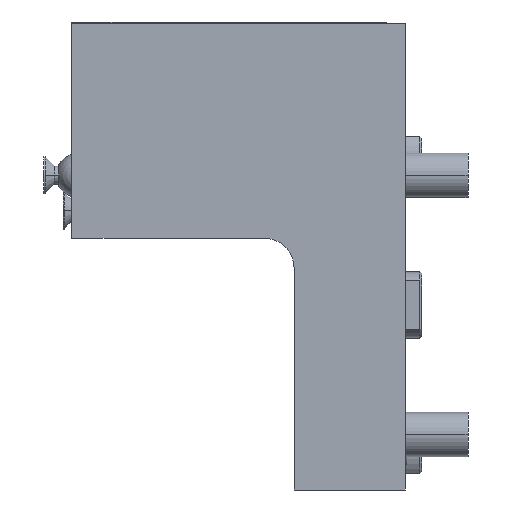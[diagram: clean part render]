
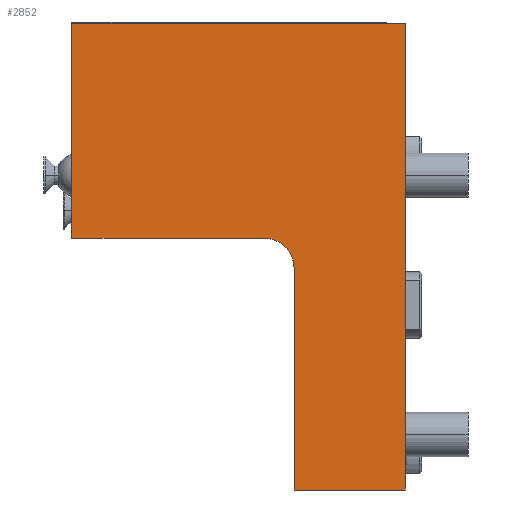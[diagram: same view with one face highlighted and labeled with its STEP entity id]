
A CAD part, front view. The second image highlights one B-rep face of the part: STEP entity #2852.
In plain terms, the highlighted planar face has unit normal (0, -1, 0).
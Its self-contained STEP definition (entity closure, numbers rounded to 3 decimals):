
#17=DIRECTION('',(0.,0.,1.));
#18=VECTOR('',#17,126.);
#19=CARTESIAN_POINT('',(0.,-47.5,-50.));
#20=LINE('',#19,#18);
#389=DIRECTION('',(0.,0.,1.));
#390=VECTOR('',#389,58.);
#391=CARTESIAN_POINT('',(-90.,-47.5,18.));
#392=LINE('',#391,#390);
#579=DIRECTION('',(-1.,0.,0.));
#580=VECTOR('',#579,90.);
#581=CARTESIAN_POINT('',(0.,-47.5,76.));
#582=LINE('',#581,#580);
#599=DIRECTION('',(0.,0.,1.));
#600=VECTOR('',#599,60.);
#601=CARTESIAN_POINT('',(-30.,-47.5,-50.));
#602=LINE('',#601,#600);
#603=DIRECTION('',(1.,0.,0.));
#604=VECTOR('',#603,52.);
#605=CARTESIAN_POINT('',(-90.,-47.5,18.));
#606=LINE('',#605,#604);
#607=DIRECTION('',(-1.,0.,0.));
#608=VECTOR('',#607,30.);
#609=CARTESIAN_POINT('',(0.,-47.5,-50.));
#610=LINE('',#609,#608);
#714=CARTESIAN_POINT('',(-38.,-47.5,10.));
#715=DIRECTION('',(0.,1.,0.));
#716=DIRECTION('',(0.,0.,1.));
#717=AXIS2_PLACEMENT_3D('',#714,#715,#716);
#1767=CARTESIAN_POINT('',(0.,-47.5,-50.));
#1768=VERTEX_POINT('',#1767);
#1769=CARTESIAN_POINT('',(0.,-47.5,76.));
#1770=VERTEX_POINT('',#1769);
#1773=CARTESIAN_POINT('',(-90.,-47.5,76.));
#1774=VERTEX_POINT('',#1773);
#1790=CARTESIAN_POINT('',(-90.,-47.5,18.));
#1792=VERTEX_POINT('',#1790);
#1794=CARTESIAN_POINT('',(-30.,-47.5,-50.));
#1796=VERTEX_POINT('',#1794);
#1798=CARTESIAN_POINT('',(-30.,-47.5,10.));
#1800=VERTEX_POINT('',#1798);
#1802=CARTESIAN_POINT('',(-38.,-47.5,18.));
#1804=VERTEX_POINT('',#1802);
#2834=CARTESIAN_POINT('',(0.,-47.5,-50.));
#2835=DIRECTION('',(0.,-1.,0.));
#2836=DIRECTION('',(0.,0.,1.));
#2837=AXIS2_PLACEMENT_3D('',#2834,#2835,#2836);
#2838=PLANE('',#2837);
#2840=ORIENTED_EDGE('',*,*,#2839,.T.);
#2842=ORIENTED_EDGE('',*,*,#2841,.F.);
#2844=ORIENTED_EDGE('',*,*,#2843,.F.);
#2845=ORIENTED_EDGE('',*,*,#2560,.T.);
#2846=ORIENTED_EDGE('',*,*,#2789,.F.);
#2847=ORIENTED_EDGE('',*,*,#2251,.F.);
#2849=ORIENTED_EDGE('',*,*,#2848,.T.);
#2850=EDGE_LOOP('',(#2840,#2842,#2844,#2845,#2846,#2847,#2849));
#2851=FACE_OUTER_BOUND('',#2850,.F.);
#2852=ADVANCED_FACE('',(#2851),#2838,.T.);
#718=CIRCLE('',#717,8.);
#2251=EDGE_CURVE('',#1768,#1770,#20,.T.);
#2560=EDGE_CURVE('',#1792,#1774,#392,.T.);
#2789=EDGE_CURVE('',#1770,#1774,#582,.T.);
#2839=EDGE_CURVE('',#1796,#1800,#602,.T.);
#2841=EDGE_CURVE('',#1804,#1800,#718,.T.);
#2843=EDGE_CURVE('',#1792,#1804,#606,.T.);
#2848=EDGE_CURVE('',#1768,#1796,#610,.T.);
